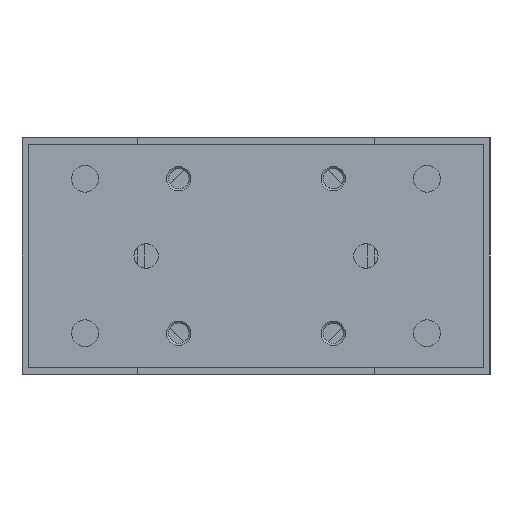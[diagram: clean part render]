
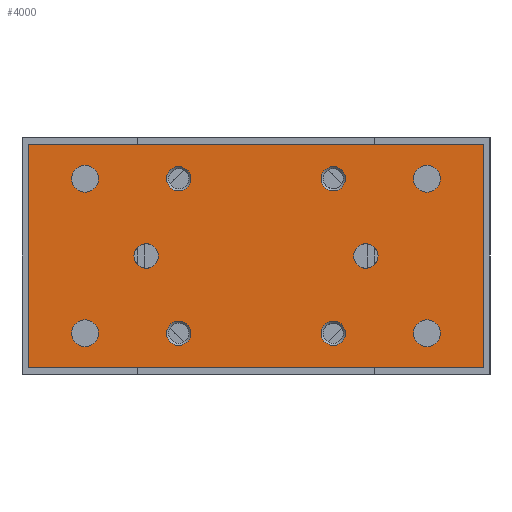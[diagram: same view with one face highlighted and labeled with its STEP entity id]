
A CAD part, left-side view. The second image highlights one B-rep face of the part: STEP entity #4000.
In plain terms, the highlighted planar face has unit normal (-1, 0, 0).
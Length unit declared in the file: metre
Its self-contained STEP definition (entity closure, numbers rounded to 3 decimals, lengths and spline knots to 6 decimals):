
#442=FACE_BOUND('',#1409,.T.);
#443=FACE_BOUND('',#1410,.T.);
#444=FACE_BOUND('',#1411,.T.);
#445=FACE_BOUND('',#1412,.T.);
#446=FACE_BOUND('',#1413,.T.);
#447=FACE_BOUND('',#1414,.T.);
#448=FACE_BOUND('',#1415,.T.);
#449=FACE_BOUND('',#1416,.T.);
#450=FACE_BOUND('',#1417,.T.);
#451=FACE_BOUND('',#1418,.T.);
#669=CIRCLE('',#4507,0.003);
#671=CIRCLE('',#4511,0.003);
#673=CIRCLE('',#4515,0.003);
#675=CIRCLE('',#4519,0.003);
#676=CIRCLE('',#4521,0.003);
#677=CIRCLE('',#4523,0.003);
#680=CIRCLE('',#4529,0.0033);
#683=CIRCLE('',#4535,0.0033);
#686=CIRCLE('',#4541,0.0033);
#689=CIRCLE('',#4547,0.0033);
#944=FACE_OUTER_BOUND('',#1408,.T.);
#1408=EDGE_LOOP('',(#3439,#3440,#3441,#3442));
#1409=EDGE_LOOP('',(#3443));
#1410=EDGE_LOOP('',(#3444));
#1411=EDGE_LOOP('',(#3445));
#1412=EDGE_LOOP('',(#3446));
#1413=EDGE_LOOP('',(#3447));
#1414=EDGE_LOOP('',(#3448));
#1415=EDGE_LOOP('',(#3449));
#1416=EDGE_LOOP('',(#3450));
#1417=EDGE_LOOP('',(#3451));
#1418=EDGE_LOOP('',(#3452));
#1617=LINE('',#6560,#1825);
#1665=LINE('',#6820,#1873);
#1666=LINE('',#6822,#1874);
#1667=LINE('',#6823,#1875);
#1825=VECTOR('',#5393,1.);
#1873=VECTOR('',#5693,1.);
#1874=VECTOR('',#5694,1.);
#1875=VECTOR('',#5695,1.);
#2140=VERTEX_POINT('',#6557);
#2141=VERTEX_POINT('',#6559);
#2206=VERTEX_POINT('',#6756);
#2208=VERTEX_POINT('',#6762);
#2210=VERTEX_POINT('',#6768);
#2212=VERTEX_POINT('',#6774);
#2213=VERTEX_POINT('',#6777);
#2214=VERTEX_POINT('',#6780);
#2217=VERTEX_POINT('',#6789);
#2220=VERTEX_POINT('',#6798);
#2223=VERTEX_POINT('',#6807);
#2226=VERTEX_POINT('',#6816);
#2227=VERTEX_POINT('',#6819);
#2228=VERTEX_POINT('',#6821);
#2539=EDGE_CURVE('',#2141,#2140,#1617,.T.);
#2634=EDGE_CURVE('',#2206,#2206,#669,.T.);
#2636=EDGE_CURVE('',#2208,#2208,#671,.T.);
#2638=EDGE_CURVE('',#2210,#2210,#673,.T.);
#2640=EDGE_CURVE('',#2212,#2212,#675,.T.);
#2641=EDGE_CURVE('',#2213,#2213,#676,.T.);
#2642=EDGE_CURVE('',#2214,#2214,#677,.T.);
#2645=EDGE_CURVE('',#2217,#2217,#680,.T.);
#2648=EDGE_CURVE('',#2220,#2220,#683,.T.);
#2651=EDGE_CURVE('',#2223,#2223,#686,.T.);
#2654=EDGE_CURVE('',#2226,#2226,#689,.T.);
#2655=EDGE_CURVE('',#2140,#2227,#1665,.T.);
#2656=EDGE_CURVE('',#2227,#2228,#1666,.T.);
#2657=EDGE_CURVE('',#2228,#2141,#1667,.T.);
#3439=ORIENTED_EDGE('',*,*,#2539,.T.);
#3440=ORIENTED_EDGE('',*,*,#2655,.T.);
#3441=ORIENTED_EDGE('',*,*,#2656,.T.);
#3442=ORIENTED_EDGE('',*,*,#2657,.T.);
#3443=ORIENTED_EDGE('',*,*,#2634,.T.);
#3444=ORIENTED_EDGE('',*,*,#2636,.F.);
#3445=ORIENTED_EDGE('',*,*,#2638,.F.);
#3446=ORIENTED_EDGE('',*,*,#2640,.T.);
#3447=ORIENTED_EDGE('',*,*,#2641,.F.);
#3448=ORIENTED_EDGE('',*,*,#2642,.T.);
#3449=ORIENTED_EDGE('',*,*,#2645,.T.);
#3450=ORIENTED_EDGE('',*,*,#2648,.F.);
#3451=ORIENTED_EDGE('',*,*,#2651,.F.);
#3452=ORIENTED_EDGE('',*,*,#2654,.T.);
#3733=PLANE('',#4548);
#4000=ADVANCED_FACE('',(#944,#442,#443,#444,#445,#446,#447,#448,#449,#450,
#451),#3733,.T.);
#4507=AXIS2_PLACEMENT_3D('',#6757,#5609,#5610);
#4511=AXIS2_PLACEMENT_3D('',#6763,#5617,#5618);
#4515=AXIS2_PLACEMENT_3D('',#6769,#5625,#5626);
#4519=AXIS2_PLACEMENT_3D('',#6775,#5633,#5634);
#4521=AXIS2_PLACEMENT_3D('',#6778,#5637,#5638);
#4523=AXIS2_PLACEMENT_3D('',#6781,#5641,#5642);
#4529=AXIS2_PLACEMENT_3D('',#6790,#5653,#5654);
#4535=AXIS2_PLACEMENT_3D('',#6799,#5665,#5666);
#4541=AXIS2_PLACEMENT_3D('',#6808,#5677,#5678);
#4547=AXIS2_PLACEMENT_3D('',#6817,#5689,#5690);
#4548=AXIS2_PLACEMENT_3D('',#6818,#5691,#5692);
#5393=DIRECTION('',(0.,0.,1.));
#5609=DIRECTION('center_axis',(1.,0.,0.));
#5610=DIRECTION('ref_axis',(0.,-1.,0.));
#5617=DIRECTION('center_axis',(-1.,0.,0.));
#5618=DIRECTION('ref_axis',(0.,1.,0.));
#5625=DIRECTION('center_axis',(-1.,0.,0.));
#5626=DIRECTION('ref_axis',(0.,-1.,0.));
#5633=DIRECTION('center_axis',(1.,0.,0.));
#5634=DIRECTION('ref_axis',(0.,1.,0.));
#5637=DIRECTION('center_axis',(-1.,0.,0.));
#5638=DIRECTION('ref_axis',(0.,-1.,0.));
#5641=DIRECTION('center_axis',(1.,0.,0.));
#5642=DIRECTION('ref_axis',(0.,1.,0.));
#5653=DIRECTION('center_axis',(1.,0.,0.));
#5654=DIRECTION('ref_axis',(0.,1.,0.));
#5665=DIRECTION('center_axis',(-1.,0.,0.));
#5666=DIRECTION('ref_axis',(0.,-1.,0.));
#5677=DIRECTION('center_axis',(-1.,0.,0.));
#5678=DIRECTION('ref_axis',(0.,1.,0.));
#5689=DIRECTION('center_axis',(1.,0.,0.));
#5690=DIRECTION('ref_axis',(0.,-1.,0.));
#5691=DIRECTION('center_axis',(-1.,0.,0.));
#5692=DIRECTION('ref_axis',(0.,0.,1.));
#5693=DIRECTION('',(0.,1.,0.));
#5694=DIRECTION('',(0.,0.,-1.));
#5695=DIRECTION('',(0.,-1.,0.));
#6557=CARTESIAN_POINT('',(-0.085,-0.056,-0.0015));
#6559=CARTESIAN_POINT('',(-0.085,-0.056,-0.0565));
#6560=CARTESIAN_POINT('',(-0.085,-0.056,-0.0565));
#6756=CARTESIAN_POINT('',(-0.085,0.016,-0.048));
#6757=CARTESIAN_POINT('Origin',(-0.085,0.019,-0.048));
#6762=CARTESIAN_POINT('',(-0.085,-0.016,-0.048));
#6763=CARTESIAN_POINT('Origin',(-0.085,-0.019,-0.048));
#6768=CARTESIAN_POINT('',(-0.085,0.016,-0.01));
#6769=CARTESIAN_POINT('Origin',(-0.085,0.019,-0.01));
#6774=CARTESIAN_POINT('',(-0.085,-0.016,-0.01));
#6775=CARTESIAN_POINT('Origin',(-0.085,-0.019,-0.01));
#6777=CARTESIAN_POINT('',(-0.085,0.024,-0.029));
#6778=CARTESIAN_POINT('Origin',(-0.085,0.027,-0.029));
#6780=CARTESIAN_POINT('',(-0.085,-0.024,-0.029));
#6781=CARTESIAN_POINT('Origin',(-0.085,-0.027,-0.029));
#6789=CARTESIAN_POINT('',(-0.085,-0.0387,-0.048));
#6790=CARTESIAN_POINT('Origin',(-0.085,-0.042,-0.048));
#6798=CARTESIAN_POINT('',(-0.085,0.0387,-0.048));
#6799=CARTESIAN_POINT('Origin',(-0.085,0.042,-0.048));
#6807=CARTESIAN_POINT('',(-0.085,-0.0387,-0.01));
#6808=CARTESIAN_POINT('Origin',(-0.085,-0.042,-0.01));
#6816=CARTESIAN_POINT('',(-0.085,0.0387,-0.01));
#6817=CARTESIAN_POINT('Origin',(-0.085,0.042,-0.01));
#6818=CARTESIAN_POINT('Origin',(-0.085,-0.056,-0.0015));
#6819=CARTESIAN_POINT('',(-0.085,0.056,-0.0015));
#6820=CARTESIAN_POINT('',(-0.085,-0.056,-0.0015));
#6821=CARTESIAN_POINT('',(-0.085,0.056,-0.0565));
#6822=CARTESIAN_POINT('',(-0.085,0.056,-0.0015));
#6823=CARTESIAN_POINT('',(-0.085,0.056,-0.0565));
